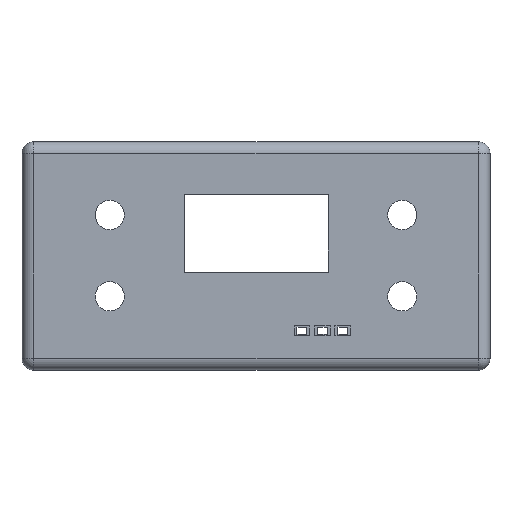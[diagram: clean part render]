
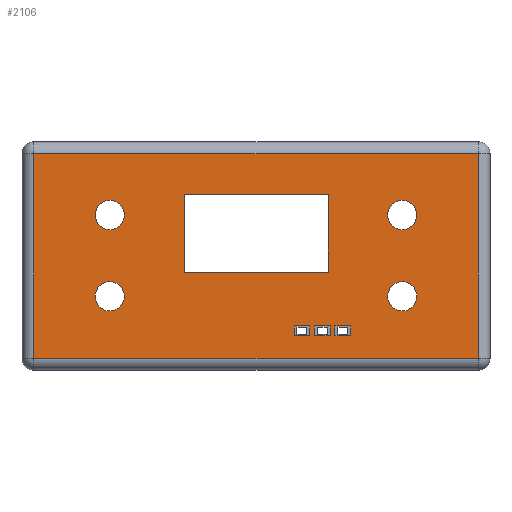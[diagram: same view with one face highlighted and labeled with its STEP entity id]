
A CAD part, top view. The second image highlights one B-rep face of the part: STEP entity #2106.
In plain terms, the highlighted planar face has unit normal (0, 0, 1).
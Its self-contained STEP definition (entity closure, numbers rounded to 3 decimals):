
#35=FACE_BOUND('',#417,.T.);
#36=FACE_BOUND('',#418,.T.);
#37=FACE_BOUND('',#419,.T.);
#38=FACE_BOUND('',#420,.T.);
#39=FACE_BOUND('',#421,.T.);
#40=FACE_BOUND('',#422,.T.);
#41=FACE_BOUND('',#423,.T.);
#42=FACE_BOUND('',#424,.T.);
#171=CIRCLE('',#2309,2.5);
#172=CIRCLE('',#2310,2.5);
#173=CIRCLE('',#2311,2.5);
#174=CIRCLE('',#2312,2.5);
#284=FACE_OUTER_BOUND('',#416,.T.);
#416=EDGE_LOOP('',(#1869,#1870,#1871,#1872));
#417=EDGE_LOOP('',(#1873,#1874,#1875,#1876));
#418=EDGE_LOOP('',(#1877,#1878,#1879,#1880));
#419=EDGE_LOOP('',(#1881,#1882,#1883,#1884));
#420=EDGE_LOOP('',(#1885,#1886,#1887,#1888));
#421=EDGE_LOOP('',(#1889));
#422=EDGE_LOOP('',(#1890));
#423=EDGE_LOOP('',(#1891));
#424=EDGE_LOOP('',(#1892));
#435=LINE('',#2943,#641);
#439=LINE('',#2951,#645);
#442=LINE('',#2957,#648);
#445=LINE('',#2962,#651);
#483=LINE('',#3039,#689);
#487=LINE('',#3047,#693);
#490=LINE('',#3053,#696);
#493=LINE('',#3058,#699);
#495=LINE('',#3063,#701);
#499=LINE('',#3071,#705);
#502=LINE('',#3077,#708);
#505=LINE('',#3082,#711);
#616=LINE('',#3500,#822);
#619=LINE('',#3505,#825);
#621=LINE('',#3509,#827);
#622=LINE('',#3511,#828);
#624=LINE('',#3520,#830);
#626=LINE('',#3528,#832);
#628=LINE('',#3538,#834);
#629=LINE('',#3544,#835);
#641=VECTOR('',#2327,10.);
#645=VECTOR('',#2333,10.);
#648=VECTOR('',#2338,10.);
#651=VECTOR('',#2343,10.);
#689=VECTOR('',#2407,10.);
#693=VECTOR('',#2413,10.);
#696=VECTOR('',#2418,10.);
#699=VECTOR('',#2423,10.);
#701=VECTOR('',#2427,10.);
#705=VECTOR('',#2433,10.);
#708=VECTOR('',#2438,10.);
#711=VECTOR('',#2443,10.);
#822=VECTOR('',#2832,10.);
#825=VECTOR('',#2837,10.);
#827=VECTOR('',#2841,10.);
#828=VECTOR('',#2844,10.);
#830=VECTOR('',#2852,10.);
#832=VECTOR('',#2860,10.);
#834=VECTOR('',#2872,10.);
#835=VECTOR('',#2883,10.);
#847=VERTEX_POINT('',#2941);
#848=VERTEX_POINT('',#2942);
#851=VERTEX_POINT('',#2950);
#853=VERTEX_POINT('',#2956);
#879=VERTEX_POINT('',#3037);
#880=VERTEX_POINT('',#3038);
#883=VERTEX_POINT('',#3046);
#885=VERTEX_POINT('',#3052);
#887=VERTEX_POINT('',#3061);
#888=VERTEX_POINT('',#3062);
#891=VERTEX_POINT('',#3070);
#893=VERTEX_POINT('',#3076);
#1021=VERTEX_POINT('',#3497);
#1022=VERTEX_POINT('',#3499);
#1023=VERTEX_POINT('',#3503);
#1024=VERTEX_POINT('',#3507);
#1025=VERTEX_POINT('',#3513);
#1028=VERTEX_POINT('',#3518);
#1031=VERTEX_POINT('',#3526);
#1034=VERTEX_POINT('',#3536);
#1035=VERTEX_POINT('',#3556);
#1036=VERTEX_POINT('',#3558);
#1037=VERTEX_POINT('',#3560);
#1038=VERTEX_POINT('',#3562);
#1039=EDGE_CURVE('',#847,#848,#435,.T.);
#1043=EDGE_CURVE('',#851,#847,#439,.T.);
#1046=EDGE_CURVE('',#853,#851,#442,.T.);
#1049=EDGE_CURVE('',#848,#853,#445,.T.);
#1087=EDGE_CURVE('',#879,#880,#483,.T.);
#1091=EDGE_CURVE('',#883,#879,#487,.T.);
#1094=EDGE_CURVE('',#885,#883,#490,.T.);
#1097=EDGE_CURVE('',#880,#885,#493,.T.);
#1099=EDGE_CURVE('',#887,#888,#495,.T.);
#1103=EDGE_CURVE('',#891,#887,#499,.T.);
#1106=EDGE_CURVE('',#893,#891,#502,.T.);
#1109=EDGE_CURVE('',#888,#893,#505,.T.);
#1296=EDGE_CURVE('',#1022,#1021,#616,.T.);
#1299=EDGE_CURVE('',#1021,#1023,#619,.T.);
#1301=EDGE_CURVE('',#1023,#1024,#621,.T.);
#1302=EDGE_CURVE('',#1024,#1022,#622,.T.);
#1306=EDGE_CURVE('',#1028,#1025,#624,.T.);
#1310=EDGE_CURVE('',#1031,#1028,#626,.T.);
#1315=EDGE_CURVE('',#1034,#1031,#628,.T.);
#1319=EDGE_CURVE('',#1025,#1034,#629,.T.);
#1325=EDGE_CURVE('',#1035,#1035,#171,.T.);
#1326=EDGE_CURVE('',#1036,#1036,#172,.T.);
#1327=EDGE_CURVE('',#1037,#1037,#173,.T.);
#1328=EDGE_CURVE('',#1038,#1038,#174,.T.);
#1869=ORIENTED_EDGE('',*,*,#1306,.F.);
#1870=ORIENTED_EDGE('',*,*,#1310,.F.);
#1871=ORIENTED_EDGE('',*,*,#1315,.F.);
#1872=ORIENTED_EDGE('',*,*,#1319,.F.);
#1873=ORIENTED_EDGE('',*,*,#1039,.T.);
#1874=ORIENTED_EDGE('',*,*,#1049,.T.);
#1875=ORIENTED_EDGE('',*,*,#1046,.T.);
#1876=ORIENTED_EDGE('',*,*,#1043,.T.);
#1877=ORIENTED_EDGE('',*,*,#1087,.T.);
#1878=ORIENTED_EDGE('',*,*,#1097,.T.);
#1879=ORIENTED_EDGE('',*,*,#1094,.T.);
#1880=ORIENTED_EDGE('',*,*,#1091,.T.);
#1881=ORIENTED_EDGE('',*,*,#1099,.T.);
#1882=ORIENTED_EDGE('',*,*,#1109,.T.);
#1883=ORIENTED_EDGE('',*,*,#1106,.T.);
#1884=ORIENTED_EDGE('',*,*,#1103,.T.);
#1885=ORIENTED_EDGE('',*,*,#1302,.T.);
#1886=ORIENTED_EDGE('',*,*,#1296,.T.);
#1887=ORIENTED_EDGE('',*,*,#1299,.T.);
#1888=ORIENTED_EDGE('',*,*,#1301,.T.);
#1889=ORIENTED_EDGE('',*,*,#1325,.T.);
#1890=ORIENTED_EDGE('',*,*,#1326,.T.);
#1891=ORIENTED_EDGE('',*,*,#1327,.T.);
#1892=ORIENTED_EDGE('',*,*,#1328,.T.);
#1997=PLANE('',#2308);
#2106=ADVANCED_FACE('',(#284,#35,#36,#37,#38,#39,#40,#41,#42),#1997,.T.);
#2308=AXIS2_PLACEMENT_3D('',#3555,#2901,#2902);
#2309=AXIS2_PLACEMENT_3D('',#3557,#2903,#2904);
#2310=AXIS2_PLACEMENT_3D('',#3559,#2905,#2906);
#2311=AXIS2_PLACEMENT_3D('',#3561,#2907,#2908);
#2312=AXIS2_PLACEMENT_3D('',#3563,#2909,#2910);
#2327=DIRECTION('',(-1.,0.,0.));
#2333=DIRECTION('',(0.,-1.,0.));
#2338=DIRECTION('',(1.,0.,0.));
#2343=DIRECTION('',(0.,1.,0.));
#2407=DIRECTION('',(-1.,0.,0.));
#2413=DIRECTION('',(0.,-1.,0.));
#2418=DIRECTION('',(1.,0.,0.));
#2423=DIRECTION('',(0.,1.,0.));
#2427=DIRECTION('',(-1.,0.,0.));
#2433=DIRECTION('',(0.,-1.,0.));
#2438=DIRECTION('',(1.,0.,0.));
#2443=DIRECTION('',(0.,1.,0.));
#2832=DIRECTION('',(1.,0.,0.));
#2837=DIRECTION('',(0.,-1.,0.));
#2841=DIRECTION('',(-1.,0.,0.));
#2844=DIRECTION('',(0.,1.,0.));
#2852=DIRECTION('',(-1.,0.,0.));
#2860=DIRECTION('',(0.,-1.,0.));
#2872=DIRECTION('',(1.,0.,0.));
#2883=DIRECTION('',(0.,1.,0.));
#2901=DIRECTION('center_axis',(0.,0.,1.));
#2902=DIRECTION('ref_axis',(-1.,0.,0.));
#2903=DIRECTION('center_axis',(0.,0.,-1.));
#2904=DIRECTION('ref_axis',(-1.,0.,0.));
#2905=DIRECTION('center_axis',(0.,0.,-1.));
#2906=DIRECTION('ref_axis',(-1.,0.,0.));
#2907=DIRECTION('center_axis',(0.,0.,-1.));
#2908=DIRECTION('ref_axis',(-1.,0.,0.));
#2909=DIRECTION('center_axis',(0.,0.,-1.));
#2910=DIRECTION('ref_axis',(-1.,0.,0.));
#2941=CARTESIAN_POINT('',(51.212,1.35,8.));
#2942=CARTESIAN_POINT('',(48.49,1.35,8.));
#2943=CARTESIAN_POINT('',(43.106,1.35,8.));
#2950=CARTESIAN_POINT('',(51.212,3.05,8.));
#2951=CARTESIAN_POINT('',(51.212,9.025,8.));
#2956=CARTESIAN_POINT('',(48.49,3.05,8.));
#2957=CARTESIAN_POINT('',(41.745,3.05,8.));
#2962=CARTESIAN_POINT('',(48.49,8.175,8.));
#3037=CARTESIAN_POINT('',(47.698,1.35,8.));
#3038=CARTESIAN_POINT('',(44.988,1.35,8.));
#3039=CARTESIAN_POINT('',(41.349,1.35,8.));
#3046=CARTESIAN_POINT('',(47.698,3.05,8.));
#3047=CARTESIAN_POINT('',(47.698,9.025,8.));
#3052=CARTESIAN_POINT('',(44.988,3.05,8.));
#3053=CARTESIAN_POINT('',(39.994,3.05,8.));
#3058=CARTESIAN_POINT('',(44.988,8.175,8.));
#3061=CARTESIAN_POINT('',(44.201,1.35,8.));
#3062=CARTESIAN_POINT('',(41.498,1.35,8.));
#3063=CARTESIAN_POINT('',(39.601,1.35,8.));
#3070=CARTESIAN_POINT('',(44.201,3.059,8.));
#3071=CARTESIAN_POINT('',(44.201,9.029,8.));
#3076=CARTESIAN_POINT('',(41.498,3.059,8.));
#3077=CARTESIAN_POINT('',(38.249,3.059,8.));
#3082=CARTESIAN_POINT('',(41.498,8.175,8.));
#3497=CARTESIAN_POINT('',(47.351,25.5,8.));
#3499=CARTESIAN_POINT('',(22.728,25.5,8.));
#3500=CARTESIAN_POINT('',(22.728,25.5,8.));
#3503=CARTESIAN_POINT('',(47.351,12.221,8.));
#3505=CARTESIAN_POINT('',(47.351,12.221,8.));
#3507=CARTESIAN_POINT('',(22.728,12.221,8.));
#3509=CARTESIAN_POINT('',(22.728,12.221,8.));
#3511=CARTESIAN_POINT('',(22.728,24.161,8.));
#3513=CARTESIAN_POINT('',(-3.,-2.5,8.));
#3518=CARTESIAN_POINT('',(73.,-2.5,8.));
#3520=CARTESIAN_POINT('',(16.,-2.5,8.));
#3526=CARTESIAN_POINT('',(73.,32.5,8.));
#3528=CARTESIAN_POINT('',(73.,6.25,8.));
#3536=CARTESIAN_POINT('',(-3.,32.5,8.));
#3538=CARTESIAN_POINT('',(54.,32.5,8.));
#3544=CARTESIAN_POINT('',(-3.,23.75,8.));
#3555=CARTESIAN_POINT('Origin',(35.,15.,8.));
#3556=CARTESIAN_POINT('',(62.5,22.,8.));
#3557=CARTESIAN_POINT('Origin',(60.,22.,8.));
#3558=CARTESIAN_POINT('',(12.5,22.,8.));
#3559=CARTESIAN_POINT('Origin',(10.,22.,8.));
#3560=CARTESIAN_POINT('',(62.5,8.1,8.));
#3561=CARTESIAN_POINT('Origin',(60.,8.1,8.));
#3562=CARTESIAN_POINT('',(12.5,8.1,8.));
#3563=CARTESIAN_POINT('Origin',(10.,8.1,8.));
